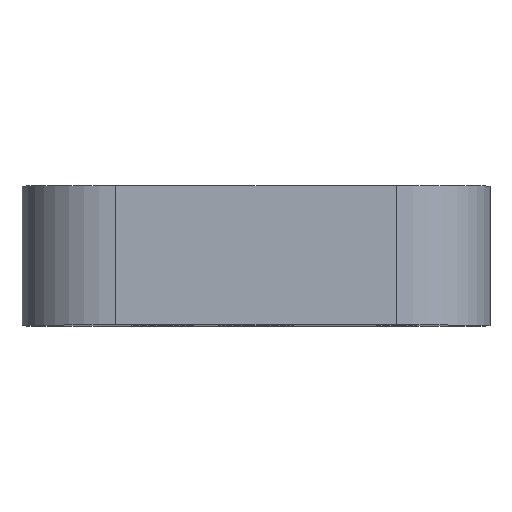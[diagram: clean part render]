
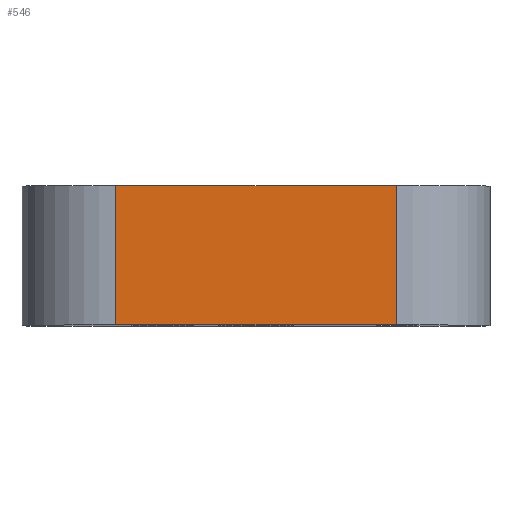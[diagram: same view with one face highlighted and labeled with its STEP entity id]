
A CAD part, top view. The second image highlights one B-rep face of the part: STEP entity #546.
In plain terms, the highlighted planar face has unit normal (0, 0, 1).
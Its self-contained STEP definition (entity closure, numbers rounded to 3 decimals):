
#3 = DIRECTION ( 'NONE',  ( 0., -1., 0. ) ) ;
#29 = EDGE_CURVE ( 'NONE', #731, #299, #562, .T. ) ;
#71 = AXIS2_PLACEMENT_3D ( 'NONE', #183, #226, #284 ) ;
#81 = VERTEX_POINT ( 'NONE', #141 ) ;
#95 = VECTOR ( 'NONE', #3, 1000. ) ;
#122 = LINE ( 'NONE', #312, #307 ) ;
#137 = VECTOR ( 'NONE', #459, 1000. ) ;
#141 = CARTESIAN_POINT ( 'NONE',  ( -15., 14.86, 0. ) ) ;
#163 = EDGE_CURVE ( 'NONE', #81, #299, #122, .T. ) ;
#183 = CARTESIAN_POINT ( 'NONE',  ( -25., 14.86, 0. ) ) ;
#205 = CARTESIAN_POINT ( 'NONE',  ( 15., 14.86, 0. ) ) ;
#214 = CARTESIAN_POINT ( 'NONE',  ( 15., 0., 0. ) ) ;
#226 = DIRECTION ( 'NONE',  ( 0., 0., -1. ) ) ;
#227 = DIRECTION ( 'NONE',  ( 0., 1., 0. ) ) ;
#262 = CARTESIAN_POINT ( 'NONE',  ( -15., 14.86, 0. ) ) ;
#284 = DIRECTION ( 'NONE',  ( -1., 0., 0. ) ) ;
#299 = VERTEX_POINT ( 'NONE', #205 ) ;
#307 = VECTOR ( 'NONE', #354, 1000. ) ;
#312 = CARTESIAN_POINT ( 'NONE',  ( -25., 14.86, 0. ) ) ;
#338 = VECTOR ( 'NONE', #227, 1000. ) ;
#354 = DIRECTION ( 'NONE',  ( 1., 0., 0. ) ) ;
#374 = EDGE_CURVE ( 'NONE', #552, #731, #462, .T. ) ;
#408 = CARTESIAN_POINT ( 'NONE',  ( 15., 14.86, 0. ) ) ;
#459 = DIRECTION ( 'NONE',  ( 1., 0., 0. ) ) ;
#460 = EDGE_CURVE ( 'NONE', #81, #552, #543, .T. ) ;
#462 = LINE ( 'NONE', #613, #137 ) ;
#471 = PLANE ( 'NONE',  #71 ) ;
#478 = ORIENTED_EDGE ( 'NONE', *, *, #163, .F. ) ;
#492 = ORIENTED_EDGE ( 'NONE', *, *, #460, .T. ) ;
#541 = ORIENTED_EDGE ( 'NONE', *, *, #29, .T. ) ;
#543 = LINE ( 'NONE', #262, #95 ) ;
#546 = ADVANCED_FACE ( 'NONE', ( #561 ), #471, .F. ) ;
#552 = VERTEX_POINT ( 'NONE', #607 ) ;
#561 = FACE_OUTER_BOUND ( 'NONE', #698, .T. ) ;
#562 = LINE ( 'NONE', #408, #338 ) ;
#600 = ORIENTED_EDGE ( 'NONE', *, *, #374, .T. ) ;
#607 = CARTESIAN_POINT ( 'NONE',  ( -15., 0., 0. ) ) ;
#613 = CARTESIAN_POINT ( 'NONE',  ( -25., 0., 0. ) ) ;
#698 = EDGE_LOOP ( 'NONE', ( #600, #541, #478, #492 ) ) ;
#731 = VERTEX_POINT ( 'NONE', #214 ) ;
